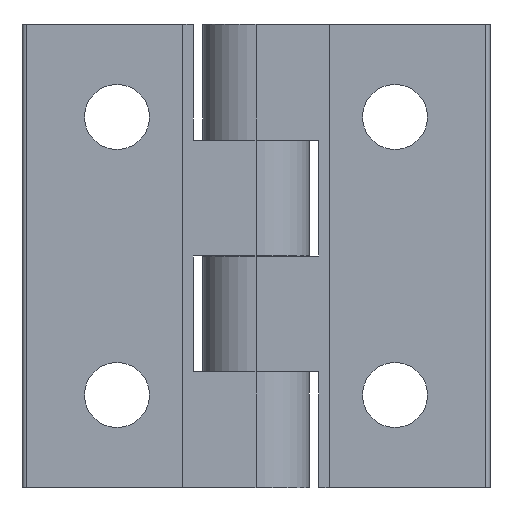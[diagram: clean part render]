
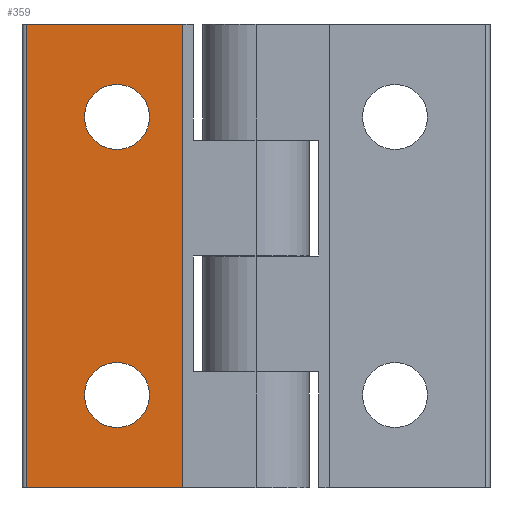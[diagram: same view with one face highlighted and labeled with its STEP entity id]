
A CAD part, front view. The second image highlights one B-rep face of the part: STEP entity #359.
In plain terms, the highlighted planar face has unit normal (0, -1, 0).
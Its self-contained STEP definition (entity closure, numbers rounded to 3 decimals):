
#46 = ORIENTED_EDGE ( 'NONE', *, *, #318, .F. ) ;
#69 = CARTESIAN_POINT ( 'NONE',  ( 52692.481, 15182.57, 0. ) ) ;
#189 = CARTESIAN_POINT ( 'NONE',  ( 52675.631, 15182.57, 25. ) ) ;
#247 = FACE_OUTER_BOUND ( 'NONE', #329, .T. ) ;
#290 = FACE_BOUND ( 'NONE', #1636, .T. ) ;
#318 = EDGE_CURVE ( 'NONE', #1756, #1441, #1841, .T. ) ;
#326 = CARTESIAN_POINT ( 'NONE',  ( 52685.381, 15182.57, 13.5 ) ) ;
#329 = EDGE_LOOP ( 'NONE', ( #352, #1705, #760, #1316 ) ) ;
#352 = ORIENTED_EDGE ( 'NONE', *, *, #1487, .F. ) ;
#359 = ADVANCED_FACE ( 'NONE', ( #1774, #290, #247 ), #1013, .T. ) ;
#414 = VECTOR ( 'NONE', #1321, 1000. ) ;
#432 = LINE ( 'NONE', #189, #1131 ) ;
#523 = AXIS2_PLACEMENT_3D ( 'NONE', #640, #1496, #1057 ) ;
#539 = EDGE_LOOP ( 'NONE', ( #1200, #983 ) ) ;
#580 = EDGE_CURVE ( 'NONE', #1501, #855, #1165, .T. ) ;
#626 = ORIENTED_EDGE ( 'NONE', *, *, #1112, .F. ) ;
#628 = CARTESIAN_POINT ( 'NONE',  ( 52675.631, 15182.57, 0. ) ) ;
#640 = CARTESIAN_POINT ( 'NONE',  ( 52685.381, 15182.57, 40. ) ) ;
#644 = LINE ( 'NONE', #1591, #1348 ) ;
#660 = CARTESIAN_POINT ( 'NONE',  ( 52684.056, 15182.57, 50. ) ) ;
#734 = AXIS2_PLACEMENT_3D ( 'NONE', #1130, #1016, #1019 ) ;
#760 = ORIENTED_EDGE ( 'NONE', *, *, #1082, .F. ) ;
#802 = VERTEX_POINT ( 'NONE', #1694 ) ;
#835 = EDGE_CURVE ( 'NONE', #945, #1242, #1623, .T. ) ;
#849 = CIRCLE ( 'NONE', #523, 3.5 ) ;
#855 = VERTEX_POINT ( 'NONE', #69 ) ;
#856 = CARTESIAN_POINT ( 'NONE',  ( 52685.381, 15182.57, 10. ) ) ;
#889 = CARTESIAN_POINT ( 'NONE',  ( 52685.381, 15182.57, 10. ) ) ;
#891 = DIRECTION ( 'NONE',  ( 0., -1., 0. ) ) ;
#893 = DIRECTION ( 'NONE',  ( 0., 0., 1. ) ) ;
#923 = CARTESIAN_POINT ( 'NONE',  ( 52685.381, 15182.57, 6.5 ) ) ;
#945 = VERTEX_POINT ( 'NONE', #1172 ) ;
#955 = AXIS2_PLACEMENT_3D ( 'NONE', #889, #891, #893 ) ;
#983 = ORIENTED_EDGE ( 'NONE', *, *, #835, .F. ) ;
#991 = DIRECTION ( 'NONE',  ( 0., 0., 1. ) ) ;
#1013 = PLANE ( 'NONE',  #734 ) ;
#1016 = DIRECTION ( 'NONE',  ( 0., -1., 0. ) ) ;
#1019 = DIRECTION ( 'NONE',  ( 1., 0., 0. ) ) ;
#1057 = DIRECTION ( 'NONE',  ( 0., 0., -1. ) ) ;
#1082 = EDGE_CURVE ( 'NONE', #1337, #855, #644, .T. ) ;
#1111 = CARTESIAN_POINT ( 'NONE',  ( 52685.381, 15182.57, 36.5 ) ) ;
#1112 = EDGE_CURVE ( 'NONE', #1441, #1756, #1679, .T. ) ;
#1130 = CARTESIAN_POINT ( 'NONE',  ( 52675.631, 15182.57, 0. ) ) ;
#1131 = VECTOR ( 'NONE', #1624, 1000. ) ;
#1165 = LINE ( 'NONE', #1424, #414 ) ;
#1172 = CARTESIAN_POINT ( 'NONE',  ( 52685.381, 15182.57, 43.5 ) ) ;
#1200 = ORIENTED_EDGE ( 'NONE', *, *, #1429, .F. ) ;
#1242 = VERTEX_POINT ( 'NONE', #1111 ) ;
#1265 = AXIS2_PLACEMENT_3D ( 'NONE', #1786, #1792, #1795 ) ;
#1275 = LINE ( 'NONE', #660, #1661 ) ;
#1304 = AXIS2_PLACEMENT_3D ( 'NONE', #856, #1836, #991 ) ;
#1316 = ORIENTED_EDGE ( 'NONE', *, *, #1378, .F. ) ;
#1321 = DIRECTION ( 'NONE',  ( 1., 0., 0. ) ) ;
#1337 = VERTEX_POINT ( 'NONE', #1396 ) ;
#1348 = VECTOR ( 'NONE', #1703, 1000. ) ;
#1378 = EDGE_CURVE ( 'NONE', #802, #1337, #1275, .T. ) ;
#1396 = CARTESIAN_POINT ( 'NONE',  ( 52692.481, 15182.57, 50. ) ) ;
#1424 = CARTESIAN_POINT ( 'NONE',  ( 52690.631, 15182.57, 0. ) ) ;
#1429 = EDGE_CURVE ( 'NONE', #1242, #945, #849, .T. ) ;
#1441 = VERTEX_POINT ( 'NONE', #923 ) ;
#1487 = EDGE_CURVE ( 'NONE', #1501, #802, #432, .T. ) ;
#1496 = DIRECTION ( 'NONE',  ( 0., -1., 0. ) ) ;
#1501 = VERTEX_POINT ( 'NONE', #628 ) ;
#1591 = CARTESIAN_POINT ( 'NONE',  ( 52692.481, 15182.57, 25. ) ) ;
#1623 = CIRCLE ( 'NONE', #1265, 3.5 ) ;
#1624 = DIRECTION ( 'NONE',  ( 0., 0., 1. ) ) ;
#1636 = EDGE_LOOP ( 'NONE', ( #46, #626 ) ) ;
#1661 = VECTOR ( 'NONE', #1791, 1000. ) ;
#1679 = CIRCLE ( 'NONE', #1304, 3.5 ) ;
#1694 = CARTESIAN_POINT ( 'NONE',  ( 52675.631, 15182.57, 50. ) ) ;
#1703 = DIRECTION ( 'NONE',  ( 0., 0., -1. ) ) ;
#1705 = ORIENTED_EDGE ( 'NONE', *, *, #580, .T. ) ;
#1756 = VERTEX_POINT ( 'NONE', #326 ) ;
#1774 = FACE_BOUND ( 'NONE', #539, .T. ) ;
#1786 = CARTESIAN_POINT ( 'NONE',  ( 52685.381, 15182.57, 40. ) ) ;
#1791 = DIRECTION ( 'NONE',  ( 1., 0., 0. ) ) ;
#1792 = DIRECTION ( 'NONE',  ( 0., -1., 0. ) ) ;
#1795 = DIRECTION ( 'NONE',  ( 0., 0., -1. ) ) ;
#1836 = DIRECTION ( 'NONE',  ( 0., -1., 0. ) ) ;
#1841 = CIRCLE ( 'NONE', #955, 3.5 ) ;
